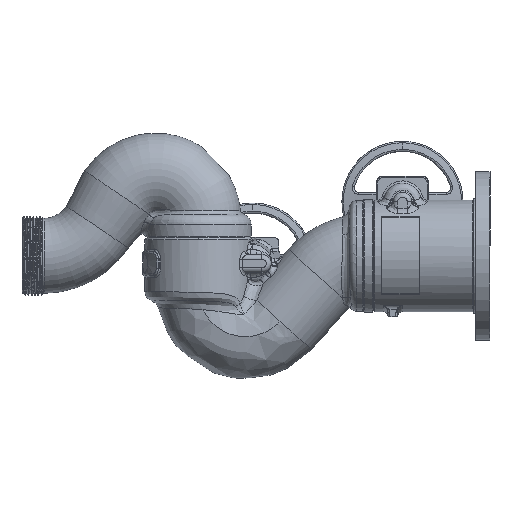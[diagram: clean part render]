
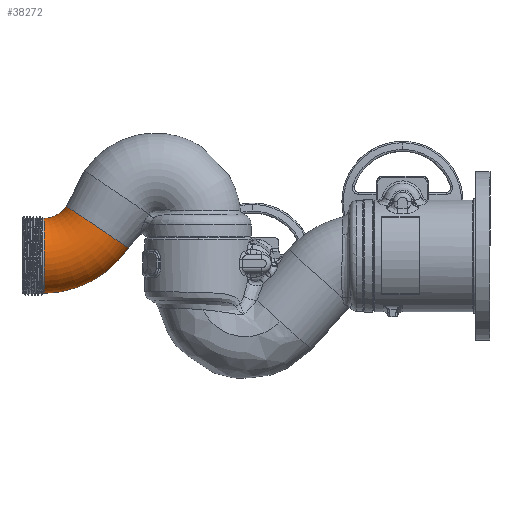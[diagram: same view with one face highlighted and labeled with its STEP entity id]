
A CAD part, left-side view. The second image highlights one B-rep face of the part: STEP entity #38272.
In plain terms, the highlighted toroidal (fillet/blend) face has major radius 88.9 mm and minor radius 50.8 mm.
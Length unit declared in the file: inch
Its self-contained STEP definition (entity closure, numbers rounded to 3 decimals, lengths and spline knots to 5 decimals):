
#1115 = CARTESIAN_POINT ( 'NONE',  ( -2.00169, 0., 1.28993 ) ) ;
#1137 = CARTESIAN_POINT ( 'NONE',  ( 1.99961, 0., 1.28393 ) ) ;
#1178 = CARTESIAN_POINT ( 'NONE',  ( -2.66091, 0., 2.4621 ) ) ;
#1179 = CARTESIAN_POINT ( 'NONE',  ( -0.42332, 0., 5.77771 ) ) ;
#1184 = CARTESIAN_POINT ( 'NONE',  ( -2.00169, -0.00015, 1.28993 ) ) ;
#2962 = VERTEX_POINT ( 'NONE', #1115 ) ;
#3066 = VERTEX_POINT ( 'NONE', #1137 ) ;
#3241 = VERTEX_POINT ( 'NONE', #1178 ) ;
#3246 = VERTEX_POINT ( 'NONE', #1179 ) ;
#3423 = VERTEX_POINT ( 'NONE', #1184 ) ;
#5323 = CARTESIAN_POINT ( 'NONE',  ( -2.00169, -0.00015, 1.28993 ) ) ;
#5332 = CARTESIAN_POINT ( 'NONE',  ( -2.00169, -0.0001, 1.28993 ) ) ;
#5333 = CARTESIAN_POINT ( 'NONE',  ( -2.00169, -0.00005, 1.28993 ) ) ;
#5334 = CARTESIAN_POINT ( 'NONE',  ( -2.00169, 0., 1.28993 ) ) ;
#5647 = CARTESIAN_POINT ( 'NONE',  ( -0.42332, 0., 5.77771 ) ) ;
#5662 = CARTESIAN_POINT ( 'NONE',  ( -0.42332, -0.1309, 5.77771 ) ) ;
#5663 = CARTESIAN_POINT ( 'NONE',  ( -0.43054, -0.2618, 5.76702 ) ) ;
#5664 = CARTESIAN_POINT ( 'NONE',  ( -0.45911, -0.51857, 5.72468 ) ) ;
#5665 = CARTESIAN_POINT ( 'NONE',  ( -0.48047, -0.64443, 5.69303 ) ) ;
#5666 = CARTESIAN_POINT ( 'NONE',  ( -0.53651, -0.8863, 5.60999 ) ) ;
#5667 = CARTESIAN_POINT ( 'NONE',  ( -0.57119, -1.0023, 5.5586 ) ) ;
#5668 = CARTESIAN_POINT ( 'NONE',  ( -0.65256, -1.21998, 5.43803 ) ) ;
#5669 = CARTESIAN_POINT ( 'NONE',  ( -0.69923, -1.32165, 5.36887 ) ) ;
#5670 = CARTESIAN_POINT ( 'NONE',  ( -0.80279, -1.50677, 5.21542 ) ) ;
#5671 = CARTESIAN_POINT ( 'NONE',  ( -0.85966, -1.59022, 5.13115 ) ) ;
#5672 = CARTESIAN_POINT ( 'NONE',  ( -0.98143, -1.73566, 4.95071 ) ) ;
#5673 = CARTESIAN_POINT ( 'NONE',  ( -1.04632, -1.79767, 4.85456 ) ) ;
#5674 = CARTESIAN_POINT ( 'NONE',  ( -1.18162, -1.89785, 4.65407 ) ) ;
#5675 = CARTESIAN_POINT ( 'NONE',  ( -1.25203, -1.93603, 4.54974 ) ) ;
#5676 = CARTESIAN_POINT ( 'NONE',  ( -1.39567, -1.98711, 4.33691 ) ) ;
#5677 = CARTESIAN_POINT ( 'NONE',  ( -1.46889, -2., 4.22841 ) ) ;
#5678 = CARTESIAN_POINT ( 'NONE',  ( -1.61534, -2., 4.0114 ) ) ;
#5679 = CARTESIAN_POINT ( 'NONE',  ( -1.68856, -1.98711, 3.9029 ) ) ;
#5680 = CARTESIAN_POINT ( 'NONE',  ( -1.8322, -1.93603, 3.69006 ) ) ;
#5681 = CARTESIAN_POINT ( 'NONE',  ( -1.90261, -1.89785, 3.58573 ) ) ;
#5682 = CARTESIAN_POINT ( 'NONE',  ( -2.03791, -1.79767, 3.38525 ) ) ;
#5683 = CARTESIAN_POINT ( 'NONE',  ( -2.1028, -1.73566, 3.28909 ) ) ;
#5684 = CARTESIAN_POINT ( 'NONE',  ( -2.22457, -1.59022, 3.10866 ) ) ;
#5685 = CARTESIAN_POINT ( 'NONE',  ( -2.28144, -1.50677, 3.02438 ) ) ;
#5686 = CARTESIAN_POINT ( 'NONE',  ( -2.385, -1.32165, 2.87094 ) ) ;
#5687 = CARTESIAN_POINT ( 'NONE',  ( -2.43168, -1.21998, 2.80177 ) ) ;
#5688 = CARTESIAN_POINT ( 'NONE',  ( -2.51304, -1.0023, 2.68121 ) ) ;
#5689 = CARTESIAN_POINT ( 'NONE',  ( -2.54772, -0.8863, 2.62982 ) ) ;
#5690 = CARTESIAN_POINT ( 'NONE',  ( -2.60377, -0.64443, 2.54677 ) ) ;
#5691 = CARTESIAN_POINT ( 'NONE',  ( -2.62512, -0.51857, 2.51512 ) ) ;
#5692 = CARTESIAN_POINT ( 'NONE',  ( -2.65369, -0.2618, 2.47279 ) ) ;
#5693 = CARTESIAN_POINT ( 'NONE',  ( -2.66091, -0.1309, 2.4621 ) ) ;
#5694 = CARTESIAN_POINT ( 'NONE',  ( -2.66091, 0., 2.4621 ) ) ;
#5707 = CARTESIAN_POINT ( 'NONE',  ( -3.5, 0., 1.21875 ) ) ;
#5779 = DIRECTION ( 'NONE',  ( 0., -1., 0. ) ) ;
#5780 = DIRECTION ( 'NONE',  ( 1., 0., 0. ) ) ;
#5943 = CARTESIAN_POINT ( 'NONE',  ( -3.5, 0., 1.21875 ) ) ;
#5948 = DIRECTION ( 'NONE',  ( 0., -1., 0. ) ) ;
#5949 = DIRECTION ( 'NONE',  ( 1., 0., 0. ) ) ;
#6373 = FACE_OUTER_BOUND ( 'NONE', #22851, .T. ) ;
#6377 = TOROIDAL_SURFACE ( 'NONE', #32800, 3.5, 2. ) ;
#14792 = B_SPLINE_CURVE_WITH_KNOTS ( 'NONE', 3,
 ( #5323, #5332, #5333, #5334 ),
 .UNSPECIFIED., .F., .F.,
 ( 4, 4 ),
 ( 0.5, 0.50001 ),
 .UNSPECIFIED. ) ;
#14815 = B_SPLINE_CURVE_WITH_KNOTS ( 'NONE', 3,
 ( #5647, #5662, #5663, #5664, #5665, #5666, #5667, #5668, #5669, #5670, #5671, #5672, #5673, #5674, #5675, #5676, #5677, #5678, #5679, #5680, #5681, #5682, #5683, #5684, #5685, #5686, #5687, #5688, #5689, #5690, #5691, #5692, #5693, #5694 ),
 .UNSPECIFIED., .F., .F.,
 ( 4, 2, 2, 2, 2, 2, 2, 2, 2, 2, 2, 2, 2, 2, 2, 2, 4 ),
 ( 0., 0.03125, 0.0625, 0.09375, 0.125, 0.15625, 0.1875, 0.21875, 0.25, 0.28125, 0.3125, 0.34375, 0.375, 0.40625, 0.4375, 0.46875, 0.5 ),
 .UNSPECIFIED. ) ;
#14875 = B_SPLINE_CURVE_WITH_KNOTS ( 'NONE', 3,
 ( #16599, #16671, #16672, #16673, #16674, #16675, #16676, #16677, #16678, #16679, #16680, #16681, #16682, #16683, #16684, #16685, #16686, #16687, #16688, #16689 ),
 .UNSPECIFIED., .F., .F.,
 ( 4, 1, 1, 1, 1, 1, 1, 1, 1, 1, 1, 1, 1, 1, 1, 1, 1, 4 ),
 ( 0., 0.02346, 0.04693, 0.08212, 0.11732, 0.15251, 0.18771, 0.21747, 0.24723, 0.27699, 0.30675, 0.34021, 0.37368, 0.40491, 0.43613, 0.46736, 0.49858, 0.5 ),
 .UNSPECIFIED. ) ;
#16599 = CARTESIAN_POINT ( 'NONE',  ( 1.99961, 0., 1.28393 ) ) ;
#16671 = CARTESIAN_POINT ( 'NONE',  ( 1.99961, -0.09827, 1.28393 ) ) ;
#16672 = CARTESIAN_POINT ( 'NONE',  ( 1.98509, -0.2949, 1.28393 ) ) ;
#16673 = CARTESIAN_POINT ( 'NONE',  ( 1.90943, -0.63145, 1.28396 ) ) ;
#16674 = CARTESIAN_POINT ( 'NONE',  ( 1.75339, -0.99498, 1.28402 ) ) ;
#16675 = CARTESIAN_POINT ( 'NONE',  ( 1.49239, -1.35545, 1.28413 ) ) ;
#16676 = CARTESIAN_POINT ( 'NONE',  ( 1.15867, -1.6499, 1.28429 ) ) ;
#16677 = CARTESIAN_POINT ( 'NONE',  ( 0.7886, -1.85294, 1.2845 ) ) ;
#16678 = CARTESIAN_POINT ( 'NONE',  ( 0.40754, -1.96986, 1.28477 ) ) ;
#16679 = CARTESIAN_POINT ( 'NONE',  ( 0.03415, -2.01139, 1.28508 ) ) ;
#16680 = CARTESIAN_POINT ( 'NONE',  ( -0.34046, -1.98279, 1.28547 ) ) ;
#16681 = CARTESIAN_POINT ( 'NONE',  ( -0.71833, -1.881, 1.28597 ) ) ;
#16682 = CARTESIAN_POINT ( 'NONE',  ( -1.08296, -1.6996, 1.28662 ) ) ;
#16683 = CARTESIAN_POINT ( 'NONE',  ( -1.4066, -1.44225, 1.28741 ) ) ;
#16684 = CARTESIAN_POINT ( 'NONE',  ( -1.66543, -1.13241, 1.28827 ) ) ;
#16685 = CARTESIAN_POINT ( 'NONE',  ( -1.85441, -0.78636, 1.2891 ) ) ;
#16686 = CARTESIAN_POINT ( 'NONE',  ( -1.9723, -0.4101, 1.28975 ) ) ;
#16687 = CARTESIAN_POINT ( 'NONE',  ( -2.00107, -0.14282, 1.28992 ) ) ;
#16688 = CARTESIAN_POINT ( 'NONE',  ( -2.00169, -0.00608, 1.28993 ) ) ;
#16689 = CARTESIAN_POINT ( 'NONE',  ( -2.00169, -0.00015, 1.28993 ) ) ;
#19415 = CIRCLE ( 'NONE', #32598, 5.5 ) ;
#19427 = CIRCLE ( 'NONE', #32596, 1.5 ) ;
#22851 = EDGE_LOOP ( 'NONE', ( #26211, #26213, #26215, #26218, #26220 ) ) ;
#26211 = ORIENTED_EDGE ( 'NONE', *, *, #37900, .F. ) ;
#26213 = ORIENTED_EDGE ( 'NONE', *, *, #37859, .T. ) ;
#26215 = ORIENTED_EDGE ( 'NONE', *, *, #37853, .T. ) ;
#26218 = ORIENTED_EDGE ( 'NONE', *, *, #37871, .F. ) ;
#26220 = ORIENTED_EDGE ( 'NONE', *, *, #37834, .F. ) ;
#32596 = AXIS2_PLACEMENT_3D ( 'NONE', #5943, #5948, #5949 ) ;
#32598 = AXIS2_PLACEMENT_3D ( 'NONE', #5707, #5779, #5780 ) ;
#32800 = AXIS2_PLACEMENT_3D ( 'NONE', #43156, #43152, #43159 ) ;
#37834 = EDGE_CURVE ( 'NONE', #3423, #2962, #14792, .T. ) ;
#37853 = EDGE_CURVE ( 'NONE', #3246, #3241, #14815, .T. ) ;
#37859 = EDGE_CURVE ( 'NONE', #3066, #3246, #19415, .T. ) ;
#37871 = EDGE_CURVE ( 'NONE', #2962, #3241, #19427, .T. ) ;
#37900 = EDGE_CURVE ( 'NONE', #3066, #3423, #14875, .T. ) ;
#38272 = ADVANCED_FACE ( 'NONE', ( #6373 ), #6377, .T. ) ;
#43152 = DIRECTION ( 'NONE',  ( 0., -1., 0. ) ) ;
#43156 = CARTESIAN_POINT ( 'NONE',  ( -3.5, 0., 1.21875 ) ) ;
#43159 = DIRECTION ( 'NONE',  ( 1., 0., 0. ) ) ;
